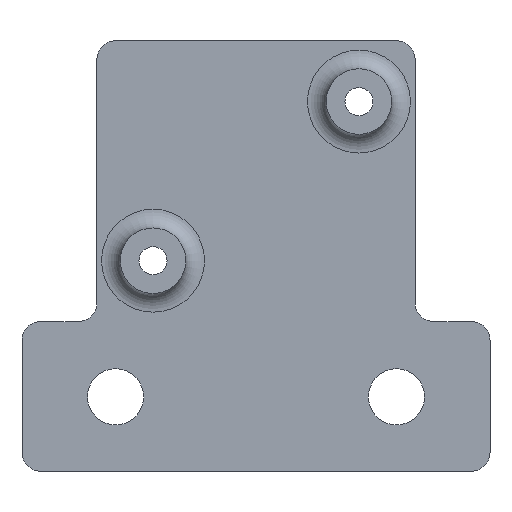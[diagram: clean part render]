
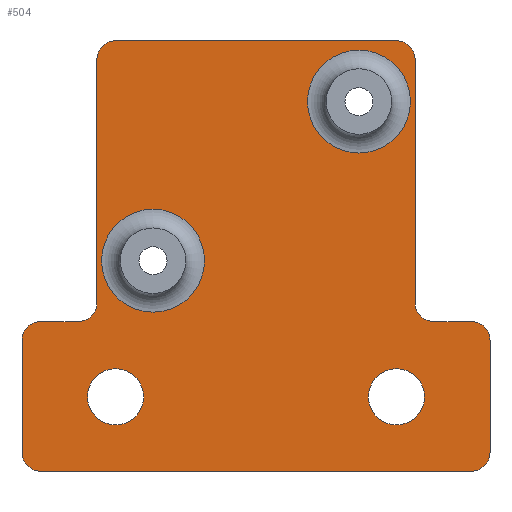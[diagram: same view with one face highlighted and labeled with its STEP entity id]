
A CAD part, front view. The second image highlights one B-rep face of the part: STEP entity #504.
In plain terms, the highlighted planar face has unit normal (0, -1, 0).
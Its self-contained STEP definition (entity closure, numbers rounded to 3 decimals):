
#29=FACE_BOUND('',#157,.T.);
#30=FACE_BOUND('',#158,.T.);
#31=FACE_BOUND('',#159,.T.);
#32=FACE_BOUND('',#160,.T.);
#39=LINE('',#793,#77);
#40=LINE('',#797,#78);
#41=LINE('',#801,#79);
#42=LINE('',#805,#80);
#43=LINE('',#809,#81);
#44=LINE('',#813,#82);
#45=LINE('',#817,#83);
#46=LINE('',#820,#84);
#77=VECTOR('',#627,10.);
#78=VECTOR('',#630,10.);
#79=VECTOR('',#633,10.);
#80=VECTOR('',#636,10.);
#81=VECTOR('',#639,10.);
#82=VECTOR('',#642,10.);
#83=VECTOR('',#645,10.);
#84=VECTOR('',#648,10.);
#115=PLANE('',#551);
#128=FACE_OUTER_BOUND('',#156,.T.);
#156=EDGE_LOOP('',(#359,#360,#361,#362,#363,#364,#365,#366,#367,#368,#369,
#370,#371,#372,#373,#374));
#157=EDGE_LOOP('',(#375,#376));
#158=EDGE_LOOP('',(#377));
#159=EDGE_LOOP('',(#378));
#160=EDGE_LOOP('',(#379,#380));
#195=CIRCLE('',#548,2.75);
#196=CIRCLE('',#549,2.75);
#198=CIRCLE('',#552,1.);
#199=CIRCLE('',#553,1.);
#200=CIRCLE('',#554,1.);
#201=CIRCLE('',#555,1.);
#202=CIRCLE('',#556,1.);
#203=CIRCLE('',#557,1.);
#204=CIRCLE('',#558,1.);
#205=CIRCLE('',#559,1.);
#206=CIRCLE('',#560,2.75);
#207=CIRCLE('',#561,2.75);
#208=CIRCLE('',#562,1.5);
#209=CIRCLE('',#563,1.5);
#231=VERTEX_POINT('',#782);
#232=VERTEX_POINT('',#784);
#233=VERTEX_POINT('',#789);
#234=VERTEX_POINT('',#790);
#235=VERTEX_POINT('',#792);
#236=VERTEX_POINT('',#794);
#237=VERTEX_POINT('',#796);
#238=VERTEX_POINT('',#798);
#239=VERTEX_POINT('',#800);
#240=VERTEX_POINT('',#802);
#241=VERTEX_POINT('',#804);
#242=VERTEX_POINT('',#806);
#243=VERTEX_POINT('',#808);
#244=VERTEX_POINT('',#810);
#245=VERTEX_POINT('',#812);
#246=VERTEX_POINT('',#814);
#247=VERTEX_POINT('',#816);
#248=VERTEX_POINT('',#818);
#249=VERTEX_POINT('',#821);
#250=VERTEX_POINT('',#822);
#251=VERTEX_POINT('',#825);
#252=VERTEX_POINT('',#827);
#281=EDGE_CURVE('',#231,#232,#195,.T.);
#282=EDGE_CURVE('',#232,#231,#196,.T.);
#284=EDGE_CURVE('',#233,#234,#198,.T.);
#285=EDGE_CURVE('',#233,#235,#39,.T.);
#286=EDGE_CURVE('',#236,#235,#199,.T.);
#287=EDGE_CURVE('',#236,#237,#40,.T.);
#288=EDGE_CURVE('',#238,#237,#200,.T.);
#289=EDGE_CURVE('',#238,#239,#41,.T.);
#290=EDGE_CURVE('',#240,#239,#201,.T.);
#291=EDGE_CURVE('',#240,#241,#42,.T.);
#292=EDGE_CURVE('',#242,#241,#202,.T.);
#293=EDGE_CURVE('',#242,#243,#43,.T.);
#294=EDGE_CURVE('',#244,#243,#203,.T.);
#295=EDGE_CURVE('',#244,#245,#44,.T.);
#296=EDGE_CURVE('',#246,#245,#204,.T.);
#297=EDGE_CURVE('',#246,#247,#45,.T.);
#298=EDGE_CURVE('',#248,#247,#205,.T.);
#299=EDGE_CURVE('',#248,#234,#46,.T.);
#300=EDGE_CURVE('',#249,#250,#206,.T.);
#301=EDGE_CURVE('',#250,#249,#207,.T.);
#302=EDGE_CURVE('',#251,#251,#208,.T.);
#303=EDGE_CURVE('',#252,#252,#209,.T.);
#359=ORIENTED_EDGE('',*,*,#284,.F.);
#360=ORIENTED_EDGE('',*,*,#285,.T.);
#361=ORIENTED_EDGE('',*,*,#286,.F.);
#362=ORIENTED_EDGE('',*,*,#287,.T.);
#363=ORIENTED_EDGE('',*,*,#288,.F.);
#364=ORIENTED_EDGE('',*,*,#289,.T.);
#365=ORIENTED_EDGE('',*,*,#290,.F.);
#366=ORIENTED_EDGE('',*,*,#291,.T.);
#367=ORIENTED_EDGE('',*,*,#292,.F.);
#368=ORIENTED_EDGE('',*,*,#293,.T.);
#369=ORIENTED_EDGE('',*,*,#294,.F.);
#370=ORIENTED_EDGE('',*,*,#295,.T.);
#371=ORIENTED_EDGE('',*,*,#296,.F.);
#372=ORIENTED_EDGE('',*,*,#297,.T.);
#373=ORIENTED_EDGE('',*,*,#298,.F.);
#374=ORIENTED_EDGE('',*,*,#299,.T.);
#375=ORIENTED_EDGE('',*,*,#300,.F.);
#376=ORIENTED_EDGE('',*,*,#301,.F.);
#377=ORIENTED_EDGE('',*,*,#302,.T.);
#378=ORIENTED_EDGE('',*,*,#303,.T.);
#379=ORIENTED_EDGE('',*,*,#282,.F.);
#380=ORIENTED_EDGE('',*,*,#281,.F.);
#504=ADVANCED_FACE('',(#128,#29,#30,#31,#32),#115,.F.);
#548=AXIS2_PLACEMENT_3D('',#785,#617,#618);
#549=AXIS2_PLACEMENT_3D('',#786,#619,#620);
#551=AXIS2_PLACEMENT_3D('',#788,#623,#624);
#552=AXIS2_PLACEMENT_3D('',#791,#625,#626);
#553=AXIS2_PLACEMENT_3D('',#795,#628,#629);
#554=AXIS2_PLACEMENT_3D('',#799,#631,#632);
#555=AXIS2_PLACEMENT_3D('',#803,#634,#635);
#556=AXIS2_PLACEMENT_3D('',#807,#637,#638);
#557=AXIS2_PLACEMENT_3D('',#811,#640,#641);
#558=AXIS2_PLACEMENT_3D('',#815,#643,#644);
#559=AXIS2_PLACEMENT_3D('',#819,#646,#647);
#560=AXIS2_PLACEMENT_3D('',#823,#649,#650);
#561=AXIS2_PLACEMENT_3D('',#824,#651,#652);
#562=AXIS2_PLACEMENT_3D('',#826,#653,#654);
#563=AXIS2_PLACEMENT_3D('',#828,#655,#656);
#617=DIRECTION('center_axis',(0.,-1.,0.));
#618=DIRECTION('ref_axis',(1.,0.,0.));
#619=DIRECTION('center_axis',(0.,-1.,0.));
#620=DIRECTION('ref_axis',(1.,0.,0.));
#623=DIRECTION('center_axis',(0.,1.,0.));
#624=DIRECTION('ref_axis',(1.,0.,0.));
#625=DIRECTION('center_axis',(0.,1.,0.));
#626=DIRECTION('ref_axis',(0.707,0.,-0.707));
#627=DIRECTION('',(0.,0.,1.));
#628=DIRECTION('center_axis',(0.,1.,0.));
#629=DIRECTION('ref_axis',(0.707,0.,0.707));
#630=DIRECTION('',(-1.,0.,0.));
#631=DIRECTION('center_axis',(0.,-1.,0.));
#632=DIRECTION('ref_axis',(-0.707,0.,-0.707));
#633=DIRECTION('',(0.,0.,1.));
#634=DIRECTION('center_axis',(0.,1.,0.));
#635=DIRECTION('ref_axis',(0.707,0.,0.707));
#636=DIRECTION('',(-1.,0.,0.));
#637=DIRECTION('center_axis',(0.,1.,0.));
#638=DIRECTION('ref_axis',(-0.707,0.,0.707));
#639=DIRECTION('',(0.,0.,-1.));
#640=DIRECTION('center_axis',(0.,-1.,0.));
#641=DIRECTION('ref_axis',(0.707,0.,-0.707));
#642=DIRECTION('',(-1.,0.,0.));
#643=DIRECTION('center_axis',(0.,1.,0.));
#644=DIRECTION('ref_axis',(-0.707,0.,0.707));
#645=DIRECTION('',(0.,0.,-1.));
#646=DIRECTION('center_axis',(0.,1.,0.));
#647=DIRECTION('ref_axis',(-0.707,0.,-0.707));
#648=DIRECTION('',(1.,0.,0.));
#649=DIRECTION('center_axis',(0.,-1.,0.));
#650=DIRECTION('ref_axis',(1.,0.,0.));
#651=DIRECTION('center_axis',(0.,-1.,0.));
#652=DIRECTION('ref_axis',(1.,0.,0.));
#653=DIRECTION('center_axis',(0.,1.,0.));
#654=DIRECTION('ref_axis',(1.,0.,0.));
#655=DIRECTION('center_axis',(0.,1.,0.));
#656=DIRECTION('ref_axis',(1.,0.,0.));
#782=CARTESIAN_POINT('',(14.,-2.,-6.));
#784=CARTESIAN_POINT('',(11.25,-2.,-3.25));
#785=CARTESIAN_POINT('Origin',(14.,-2.,-3.25));
#786=CARTESIAN_POINT('Origin',(14.,-2.,-3.25));
#788=CARTESIAN_POINT('Origin',(8.5,-2.,-11.5));
#789=CARTESIAN_POINT('',(21.,-2.,-22.));
#790=CARTESIAN_POINT('',(20.,-2.,-23.));
#791=CARTESIAN_POINT('Origin',(20.,-2.,-22.));
#792=CARTESIAN_POINT('',(21.,-2.,-16.));
#793=CARTESIAN_POINT('',(21.,-2.,-23.));
#794=CARTESIAN_POINT('',(20.,-2.,-15.));
#795=CARTESIAN_POINT('Origin',(20.,-2.,-16.));
#796=CARTESIAN_POINT('',(18.,-2.,-15.));
#797=CARTESIAN_POINT('',(21.,-2.,-15.));
#798=CARTESIAN_POINT('',(17.,-2.,-14.));
#799=CARTESIAN_POINT('Origin',(18.,-2.,-14.));
#800=CARTESIAN_POINT('',(17.,-2.,-1.));
#801=CARTESIAN_POINT('',(17.,-2.,0.));
#802=CARTESIAN_POINT('',(16.,-2.,0.));
#803=CARTESIAN_POINT('Origin',(16.,-2.,-1.));
#804=CARTESIAN_POINT('',(1.,-2.,0.));
#805=CARTESIAN_POINT('',(0.,-2.,0.));
#806=CARTESIAN_POINT('',(0.,-2.,-1.));
#807=CARTESIAN_POINT('Origin',(1.,-2.,-1.));
#808=CARTESIAN_POINT('',(0.,-2.,-14.));
#809=CARTESIAN_POINT('',(0.,-2.,-15.));
#810=CARTESIAN_POINT('',(-1.,-2.,-15.));
#811=CARTESIAN_POINT('Origin',(-1.,-2.,-14.));
#812=CARTESIAN_POINT('',(-3.,-2.,-15.));
#813=CARTESIAN_POINT('',(21.,-2.,-15.));
#814=CARTESIAN_POINT('',(-4.,-2.,-16.));
#815=CARTESIAN_POINT('Origin',(-3.,-2.,-16.));
#816=CARTESIAN_POINT('',(-4.,-2.,-22.));
#817=CARTESIAN_POINT('',(-4.,-2.,-15.));
#818=CARTESIAN_POINT('',(-3.,-2.,-23.));
#819=CARTESIAN_POINT('Origin',(-3.,-2.,-22.));
#820=CARTESIAN_POINT('',(-4.,-2.,-23.));
#821=CARTESIAN_POINT('',(0.25,-2.,-11.75));
#822=CARTESIAN_POINT('',(3.,-2.,-14.5));
#823=CARTESIAN_POINT('Origin',(3.,-2.,-11.75));
#824=CARTESIAN_POINT('Origin',(3.,-2.,-11.75));
#825=CARTESIAN_POINT('',(14.5,-2.,-19.024));
#826=CARTESIAN_POINT('Origin',(16.,-2.,-19.024));
#827=CARTESIAN_POINT('',(-0.5,-2.,-19.024));
#828=CARTESIAN_POINT('Origin',(1.,-2.,-19.024));
